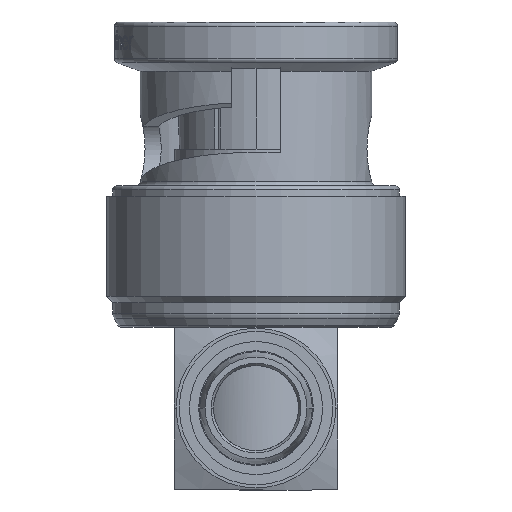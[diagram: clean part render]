
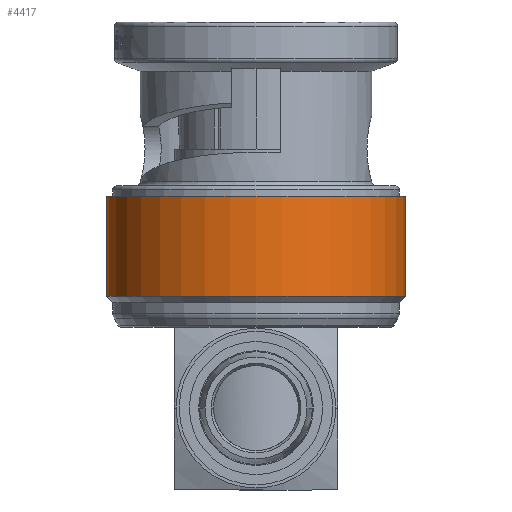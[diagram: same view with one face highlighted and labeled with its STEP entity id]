
A CAD part, front view. The second image highlights one B-rep face of the part: STEP entity #4417.
In plain terms, the highlighted cylindrical face has radius 7.3 mm (diameter 14.6 mm), a partial arc.
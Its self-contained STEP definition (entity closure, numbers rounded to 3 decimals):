
#817 = DIRECTION ( 'NONE',  ( 0., 0., 1. ) ) ;
#1087 = ORIENTED_EDGE ( 'NONE', *, *, #10347, .F. ) ;
#1179 = ORIENTED_EDGE ( 'NONE', *, *, #1370, .T. ) ;
#1286 = DIRECTION ( 'NONE',  ( 0., 0., 1. ) ) ;
#1370 = EDGE_CURVE ( 'NONE', #9820, #12109, #5996, .T. ) ;
#2419 = DIRECTION ( 'NONE',  ( 1., 0., 0. ) ) ;
#3017 = DIRECTION ( 'NONE',  ( 0., 0., 1. ) ) ;
#3387 = CARTESIAN_POINT ( 'NONE',  ( -7.3, 0., -7.65 ) ) ;
#4417 = ADVANCED_FACE ( 'NONE', ( #10058 ), #15641, .T. ) ;
#5228 = AXIS2_PLACEMENT_3D ( 'NONE', #9528, #1286, #10904 ) ;
#5996 = LINE ( 'NONE', #12351, #16524 ) ;
#6136 = CIRCLE ( 'NONE', #5228, 7.3 ) ;
#6903 = EDGE_CURVE ( 'NONE', #11584, #12109, #6136, .T. ) ;
#7140 = AXIS2_PLACEMENT_3D ( 'NONE', #11233, #3017, #12620 ) ;
#7363 = CARTESIAN_POINT ( 'NONE',  ( 7.3, 0., -7.65 ) ) ;
#7824 = DIRECTION ( 'NONE',  ( 0., 0., 1. ) ) ;
#9051 = ORIENTED_EDGE ( 'NONE', *, *, #6903, .F. ) ;
#9269 = EDGE_LOOP ( 'NONE', ( #1087, #10169, #1179, #9051 ) ) ;
#9528 = CARTESIAN_POINT ( 'NONE',  ( 0., 0., -7.65 ) ) ;
#9538 = LINE ( 'NONE', #10388, #13193 ) ;
#9820 = VERTEX_POINT ( 'NONE', #13085 ) ;
#10058 = FACE_OUTER_BOUND ( 'NONE', #9269, .T. ) ;
#10169 = ORIENTED_EDGE ( 'NONE', *, *, #13613, .T. ) ;
#10347 = EDGE_CURVE ( 'NONE', #16624, #11584, #9538, .T. ) ;
#10388 = CARTESIAN_POINT ( 'NONE',  ( -7.3, 0., 2.634 ) ) ;
#10904 = DIRECTION ( 'NONE',  ( 1., 0., 0. ) ) ;
#11233 = CARTESIAN_POINT ( 'NONE',  ( 0., 0., -12.55 ) ) ;
#11584 = VERTEX_POINT ( 'NONE', #3387 ) ;
#11887 = AXIS2_PLACEMENT_3D ( 'NONE', #14722, #7824, #2419 ) ;
#12109 = VERTEX_POINT ( 'NONE', #7363 ) ;
#12249 = CIRCLE ( 'NONE', #7140, 7.3 ) ;
#12351 = CARTESIAN_POINT ( 'NONE',  ( 7.3, 0., 2.634 ) ) ;
#12620 = DIRECTION ( 'NONE',  ( 1., 0., 0. ) ) ;
#13085 = CARTESIAN_POINT ( 'NONE',  ( 7.3, 0., -12.55 ) ) ;
#13193 = VECTOR ( 'NONE', #817, 1000. ) ;
#13613 = EDGE_CURVE ( 'NONE', #16624, #9820, #12249, .T. ) ;
#14722 = CARTESIAN_POINT ( 'NONE',  ( 0., 0., 2.634 ) ) ;
#15026 = DIRECTION ( 'NONE',  ( 0., 0., 1. ) ) ;
#15641 = CYLINDRICAL_SURFACE ( 'NONE', #11887, 7.3 ) ;
#16524 = VECTOR ( 'NONE', #15026, 1000. ) ;
#16624 = VERTEX_POINT ( 'NONE', #16747 ) ;
#16747 = CARTESIAN_POINT ( 'NONE',  ( -7.3, 0., -12.55 ) ) ;
